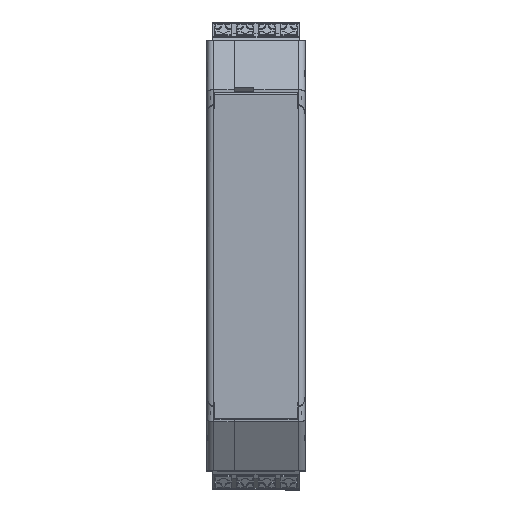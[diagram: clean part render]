
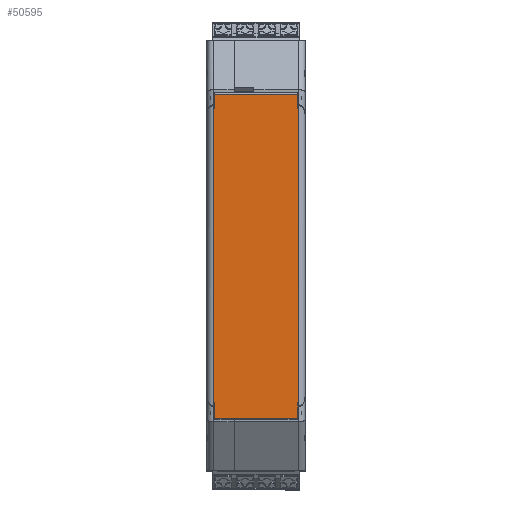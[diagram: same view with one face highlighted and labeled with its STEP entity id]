
A CAD part, top view. The second image highlights one B-rep face of the part: STEP entity #50595.
In plain terms, the highlighted face is planar.
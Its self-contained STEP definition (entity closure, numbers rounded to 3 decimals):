
#1272=PLANE('',#53342);
#3295=VECTOR('',#56642,1.);
#3314=VECTOR('',#56674,1.);
#3325=VECTOR('',#56698,1.);
#3327=VECTOR('',#56704,1.);
#3332=VECTOR('',#56715,1.);
#3333=VECTOR('',#56716,1.);
#3334=VECTOR('',#56717,1.);
#3335=VECTOR('',#56718,1.);
#3336=VECTOR('',#56719,1.);
#3337=VECTOR('',#56720,1.);
#3338=VECTOR('',#56721,1.);
#3339=VECTOR('',#56722,1.);
#9760=LINE('',#67694,#3295);
#9779=LINE('',#67747,#3314);
#9790=LINE('',#67772,#3325);
#9792=LINE('',#67778,#3327);
#9797=LINE('',#67793,#3332);
#9798=LINE('',#67796,#3333);
#9799=LINE('',#67798,#3334);
#9800=LINE('',#67800,#3335);
#9801=LINE('',#67802,#3336);
#9802=LINE('',#67804,#3337);
#9803=LINE('',#67805,#3338);
#9804=LINE('',#67806,#3339);
#16227=VERTEX_POINT('',#67693);
#16228=VERTEX_POINT('',#67695);
#16246=VERTEX_POINT('',#67734);
#16252=VERTEX_POINT('',#67746);
#16259=VERTEX_POINT('',#67773);
#16261=VERTEX_POINT('',#67779);
#16267=VERTEX_POINT('',#67794);
#16268=VERTEX_POINT('',#67795);
#16269=VERTEX_POINT('',#67797);
#16270=VERTEX_POINT('',#67799);
#16271=VERTEX_POINT('',#67801);
#16272=VERTEX_POINT('',#67803);
#21885=EDGE_CURVE('',#16228,#16227,#9760,.T.);
#21910=EDGE_CURVE('',#16252,#16246,#9779,.T.);
#21924=EDGE_CURVE('',#16259,#16246,#9790,.T.);
#21927=EDGE_CURVE('',#16261,#16228,#9792,.T.);
#21934=EDGE_CURVE('',#16267,#16268,#9797,.T.);
#21935=EDGE_CURVE('',#16269,#16268,#9798,.T.);
#21936=EDGE_CURVE('',#16269,#16270,#9799,.T.);
#21937=EDGE_CURVE('',#16271,#16270,#9800,.T.);
#21938=EDGE_CURVE('',#16271,#16272,#9801,.T.);
#21939=EDGE_CURVE('',#16259,#16272,#9802,.T.);
#21940=EDGE_CURVE('',#16252,#16261,#9803,.T.);
#21941=EDGE_CURVE('',#16227,#16267,#9804,.T.);
#29582=ORIENTED_EDGE('',*,*,#21934,.T.);
#29583=ORIENTED_EDGE('',*,*,#21935,.F.);
#29584=ORIENTED_EDGE('',*,*,#21936,.T.);
#29585=ORIENTED_EDGE('',*,*,#21937,.F.);
#29586=ORIENTED_EDGE('',*,*,#21938,.T.);
#29587=ORIENTED_EDGE('',*,*,#21939,.F.);
#29588=ORIENTED_EDGE('',*,*,#21924,.T.);
#29589=ORIENTED_EDGE('',*,*,#21910,.F.);
#29590=ORIENTED_EDGE('',*,*,#21940,.T.);
#29591=ORIENTED_EDGE('',*,*,#21927,.T.);
#29592=ORIENTED_EDGE('',*,*,#21885,.T.);
#29593=ORIENTED_EDGE('',*,*,#21941,.T.);
#44796=EDGE_LOOP('',(#29582,#29583,#29584,#29585,#29586,#29587,#29588,#29589,
#29590,#29591,#29592,#29593));
#47696=FACE_BOUND('',#44796,.T.);
#50595=ADVANCED_FACE('',(#47696),#1272,.T.);
#53342=AXIS2_PLACEMENT_3D('',#67792,#56714,$);
#56642=DIRECTION('',(0.,0.,-1.));
#56674=DIRECTION('',(-1.,0.,0.));
#56698=DIRECTION('',(0.,0.,1.));
#56704=DIRECTION('',(1.,0.,0.));
#56714=DIRECTION('',(0.,1.,0.));
#56715=DIRECTION('',(0.,0.,-1.));
#56716=DIRECTION('',(1.,0.,0.));
#56717=DIRECTION('',(0.,0.,-1.));
#56718=DIRECTION('',(1.,0.,0.));
#56719=DIRECTION('',(0.,0.,1.));
#56720=DIRECTION('',(1.,0.,0.));
#56721=DIRECTION('',(0.,0.,1.));
#56722=DIRECTION('',(1.,0.,0.));
#67693=CARTESIAN_POINT('',(34.6,114.5,7.15));
#67694=CARTESIAN_POINT('',(34.6,114.5,8.8));
#67695=CARTESIAN_POINT('',(34.6,114.5,7.3));
#67734=CARTESIAN_POINT('',(-37.2,114.5,7.15));
#67746=CARTESIAN_POINT('',(-34.6,114.5,7.15));
#67747=CARTESIAN_POINT('',(-32.78,114.5,7.15));
#67772=CARTESIAN_POINT('',(-37.2,114.5,-7.25));
#67773=CARTESIAN_POINT('',(-37.2,114.5,-12.15));
#67778=CARTESIAN_POINT('',(-32.78,114.5,7.3));
#67779=CARTESIAN_POINT('',(-34.6,114.5,7.3));
#67792=CARTESIAN_POINT('',(-37.2,114.5,-10.772));
#67793=CARTESIAN_POINT('',(37.5,114.5,8.8));
#67794=CARTESIAN_POINT('',(37.5,114.5,7.15));
#67795=CARTESIAN_POINT('',(37.5,114.5,-12.15));
#67796=CARTESIAN_POINT('',(-32.78,114.5,-12.15));
#67797=CARTESIAN_POINT('',(34.6,114.5,-12.15));
#67798=CARTESIAN_POINT('',(34.6,114.5,8.8));
#67799=CARTESIAN_POINT('',(34.6,114.5,-12.3));
#67800=CARTESIAN_POINT('',(-32.78,114.5,-12.3));
#67801=CARTESIAN_POINT('',(-34.6,114.5,-12.3));
#67802=CARTESIAN_POINT('',(-34.6,114.5,8.8));
#67803=CARTESIAN_POINT('',(-34.6,114.5,-12.15));
#67804=CARTESIAN_POINT('',(-32.78,114.5,-12.15));
#67805=CARTESIAN_POINT('',(-34.6,114.5,8.8));
#67806=CARTESIAN_POINT('',(-32.78,114.5,7.15));
